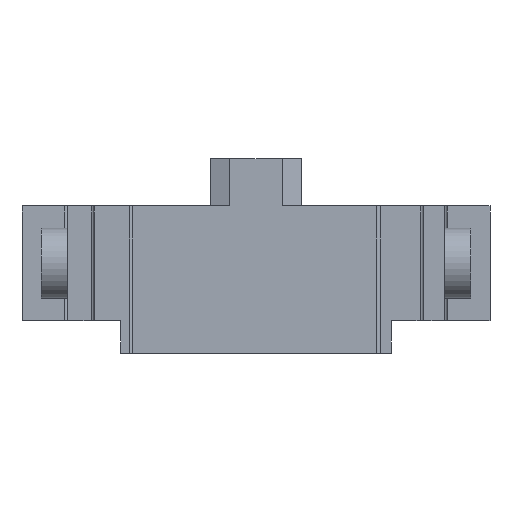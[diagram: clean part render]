
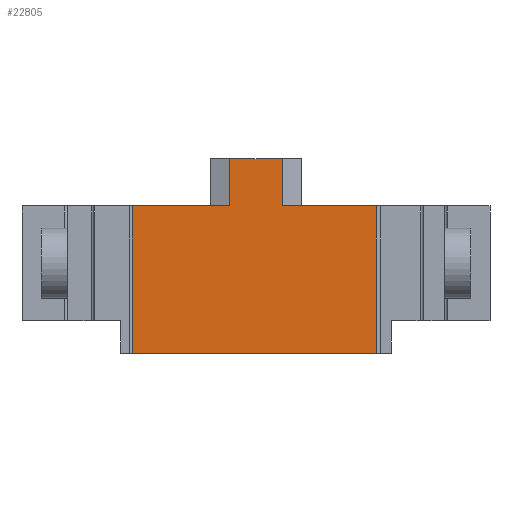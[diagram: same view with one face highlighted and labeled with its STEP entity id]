
A CAD part, front view. The second image highlights one B-rep face of the part: STEP entity #22805.
In plain terms, the highlighted planar face has unit normal (0, -1, 0).
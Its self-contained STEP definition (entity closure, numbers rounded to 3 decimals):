
#3183 = PLANE('',#3184);
#3184 = AXIS2_PLACEMENT_3D('',#3185,#3186,#3187);
#3185 = CARTESIAN_POINT('',(-12.8,39.9,3.4));
#3186 = DIRECTION('',(0.,0.,1.));
#3187 = DIRECTION('',(0.,-1.,0.));
#4292 = PLANE('',#4293);
#4293 = AXIS2_PLACEMENT_3D('',#4294,#4295,#4296);
#4294 = CARTESIAN_POINT('',(0.,-31.95,-6.6));
#4295 = DIRECTION('',(0.,0.,1.));
#4296 = DIRECTION('',(1.,0.,-0.));
#5573 = PLANE('',#5574);
#5574 = AXIS2_PLACEMENT_3D('',#5575,#5576,#5577);
#5575 = CARTESIAN_POINT('',(-12.8,39.9,3.4));
#5576 = DIRECTION('',(0.,0.,1.));
#5577 = DIRECTION('',(0.,-1.,0.));
#13947 = VERTEX_POINT('',#13948);
#13948 = CARTESIAN_POINT('',(1.8,-39.9,3.4));
#13962 = PLANE('',#13963);
#13963 = AXIS2_PLACEMENT_3D('',#13964,#13965,#13966);
#13964 = CARTESIAN_POINT('',(1.8,-40.,6.6));
#13965 = DIRECTION('',(1.,-0.,0.));
#13966 = DIRECTION('',(0.,0.,-1.));
#13974 = EDGE_CURVE('',#13975,#13947,#13977,.T.);
#13975 = VERTEX_POINT('',#13976);
#13976 = CARTESIAN_POINT('',(8.2,-39.9,3.4));
#13977 = SURFACE_CURVE('',#13978,(#13982,#13989),.PCURVE_S1.);
#13978 = LINE('',#13979,#13980);
#13979 = CARTESIAN_POINT('',(12.8,-39.9,3.4));
#13980 = VECTOR('',#13981,1.);
#13981 = DIRECTION('',(-1.,0.,0.));
#13982 = PCURVE('',#3183,#13983);
#13983 = DEFINITIONAL_REPRESENTATION('',(#13984),#13988);
#13984 = LINE('',#13985,#13986);
#13985 = CARTESIAN_POINT('',(79.8,25.6));
#13986 = VECTOR('',#13987,1.);
#13987 = DIRECTION('',(0.,-1.));
#13988 = ( GEOMETRIC_REPRESENTATION_CONTEXT(2) 
PARAMETRIC_REPRESENTATION_CONTEXT() REPRESENTATION_CONTEXT('2D SPACE',''
  ) );
#13989 = PCURVE('',#13990,#13995);
#13990 = PLANE('',#13991);
#13991 = AXIS2_PLACEMENT_3D('',#13992,#13993,#13994);
#13992 = CARTESIAN_POINT('',(8.,-39.9,-6.6));
#13993 = DIRECTION('',(0.,1.,0.));
#13994 = DIRECTION('',(0.,0.,1.));
#13995 = DEFINITIONAL_REPRESENTATION('',(#13996),#14000);
#13996 = LINE('',#13997,#13998);
#13997 = CARTESIAN_POINT('',(10.,4.8));
#13998 = VECTOR('',#13999,1.);
#13999 = DIRECTION('',(0.,-1.));
#14000 = ( GEOMETRIC_REPRESENTATION_CONTEXT(2) 
PARAMETRIC_REPRESENTATION_CONTEXT() REPRESENTATION_CONTEXT('2D SPACE',''
  ) );
#14023 = CYLINDRICAL_SURFACE('',#14024,0.2);
#14024 = AXIS2_PLACEMENT_3D('',#14025,#14026,#14027);
#14025 = CARTESIAN_POINT('',(8.4,-39.9,-6.6));
#14026 = DIRECTION('',(0.,0.,1.));
#14027 = DIRECTION('',(0.,1.,0.));
#14712 = EDGE_CURVE('',#14713,#14715,#14717,.T.);
#14713 = VERTEX_POINT('',#14714);
#14714 = CARTESIAN_POINT('',(-8.4,-39.9,-6.6));
#14715 = VERTEX_POINT('',#14716);
#14716 = CARTESIAN_POINT('',(8.2,-39.9,-6.6));
#14717 = SURFACE_CURVE('',#14718,(#14722,#14729),.PCURVE_S1.);
#14718 = LINE('',#14719,#14720);
#14719 = CARTESIAN_POINT('',(-8.4,-39.9,-6.6));
#14720 = VECTOR('',#14721,1.);
#14721 = DIRECTION('',(1.,0.,0.));
#14722 = PCURVE('',#4292,#14723);
#14723 = DEFINITIONAL_REPRESENTATION('',(#14724),#14728);
#14724 = LINE('',#14725,#14726);
#14725 = CARTESIAN_POINT('',(-8.4,-7.95));
#14726 = VECTOR('',#14727,1.);
#14727 = DIRECTION('',(1.,0.));
#14728 = ( GEOMETRIC_REPRESENTATION_CONTEXT(2) 
PARAMETRIC_REPRESENTATION_CONTEXT() REPRESENTATION_CONTEXT('2D SPACE',''
  ) );
#14729 = PCURVE('',#13990,#14730);
#14730 = DEFINITIONAL_REPRESENTATION('',(#14731),#14735);
#14731 = LINE('',#14732,#14733);
#14732 = CARTESIAN_POINT('',(0.,-16.4));
#14733 = VECTOR('',#14734,1.);
#14734 = DIRECTION('',(0.,1.));
#14735 = ( GEOMETRIC_REPRESENTATION_CONTEXT(2) 
PARAMETRIC_REPRESENTATION_CONTEXT() REPRESENTATION_CONTEXT('2D SPACE',''
  ) );
#14837 = PLANE('',#14838);
#14838 = AXIS2_PLACEMENT_3D('',#14839,#14840,#14841);
#14839 = CARTESIAN_POINT('',(-8.4,-39.1,3.4));
#14840 = DIRECTION('',(-1.,0.,0.));
#14841 = DIRECTION('',(0.,-1.,0.));
#15650 = VERTEX_POINT('',#15651);
#15651 = CARTESIAN_POINT('',(-8.4,-39.9,3.4));
#15672 = EDGE_CURVE('',#15673,#15650,#15675,.T.);
#15673 = VERTEX_POINT('',#15674);
#15674 = CARTESIAN_POINT('',(-1.8,-39.9,3.4));
#15675 = SURFACE_CURVE('',#15676,(#15680,#15687),.PCURVE_S1.);
#15676 = LINE('',#15677,#15678);
#15677 = CARTESIAN_POINT('',(12.8,-39.9,3.4));
#15678 = VECTOR('',#15679,1.);
#15679 = DIRECTION('',(-1.,0.,0.));
#15680 = PCURVE('',#5573,#15681);
#15681 = DEFINITIONAL_REPRESENTATION('',(#15682),#15686);
#15682 = LINE('',#15683,#15684);
#15683 = CARTESIAN_POINT('',(79.8,25.6));
#15684 = VECTOR('',#15685,1.);
#15685 = DIRECTION('',(0.,-1.));
#15686 = ( GEOMETRIC_REPRESENTATION_CONTEXT(2) 
PARAMETRIC_REPRESENTATION_CONTEXT() REPRESENTATION_CONTEXT('2D SPACE',''
  ) );
#15687 = PCURVE('',#13990,#15688);
#15688 = DEFINITIONAL_REPRESENTATION('',(#15689),#15693);
#15689 = LINE('',#15690,#15691);
#15690 = CARTESIAN_POINT('',(10.,4.8));
#15691 = VECTOR('',#15692,1.);
#15692 = DIRECTION('',(0.,-1.));
#15693 = ( GEOMETRIC_REPRESENTATION_CONTEXT(2) 
PARAMETRIC_REPRESENTATION_CONTEXT() REPRESENTATION_CONTEXT('2D SPACE',''
  ) );
#15711 = PLANE('',#15712);
#15712 = AXIS2_PLACEMENT_3D('',#15713,#15714,#15715);
#15713 = CARTESIAN_POINT('',(-1.8,-40.,3.4));
#15714 = DIRECTION('',(-1.,0.,0.));
#15715 = DIRECTION('',(0.,0.,1.));
#21901 = PLANE('',#21902);
#21902 = AXIS2_PLACEMENT_3D('',#21903,#21904,#21905);
#21903 = CARTESIAN_POINT('',(-1.8,-40.,6.6));
#21904 = DIRECTION('',(0.,0.,1.));
#21905 = DIRECTION('',(1.,0.,-0.));
#22783 = EDGE_CURVE('',#14715,#13975,#22784,.T.);
#22784 = SURFACE_CURVE('',#22785,(#22789,#22796),.PCURVE_S1.);
#22785 = LINE('',#22786,#22787);
#22786 = CARTESIAN_POINT('',(8.2,-39.9,-6.6));
#22787 = VECTOR('',#22788,1.);
#22788 = DIRECTION('',(0.,0.,1.));
#22789 = PCURVE('',#14023,#22790);
#22790 = DEFINITIONAL_REPRESENTATION('',(#22791),#22795);
#22791 = LINE('',#22792,#22793);
#22792 = CARTESIAN_POINT('',(7.854,0.));
#22793 = VECTOR('',#22794,1.);
#22794 = DIRECTION('',(0.,1.));
#22795 = ( GEOMETRIC_REPRESENTATION_CONTEXT(2) 
PARAMETRIC_REPRESENTATION_CONTEXT() REPRESENTATION_CONTEXT('2D SPACE',''
  ) );
#22796 = PCURVE('',#13990,#22797);
#22797 = DEFINITIONAL_REPRESENTATION('',(#22798),#22802);
#22798 = LINE('',#22799,#22800);
#22799 = CARTESIAN_POINT('',(0.,0.2));
#22800 = VECTOR('',#22801,1.);
#22801 = DIRECTION('',(1.,0.));
#22802 = ( GEOMETRIC_REPRESENTATION_CONTEXT(2) 
PARAMETRIC_REPRESENTATION_CONTEXT() REPRESENTATION_CONTEXT('2D SPACE',''
  ) );
#22805 = ADVANCED_FACE('',(#22806),#13990,.F.);
#22806 = FACE_BOUND('',#22807,.F.);
#22807 = EDGE_LOOP('',(#22808,#22809,#22830,#22831,#22854,#22877,#22898,
    #22899));
#22808 = ORIENTED_EDGE('',*,*,#14712,.F.);
#22809 = ORIENTED_EDGE('',*,*,#22810,.T.);
#22810 = EDGE_CURVE('',#14713,#15650,#22811,.T.);
#22811 = SURFACE_CURVE('',#22812,(#22816,#22823),.PCURVE_S1.);
#22812 = LINE('',#22813,#22814);
#22813 = CARTESIAN_POINT('',(-8.4,-39.9,-0.5));
#22814 = VECTOR('',#22815,1.);
#22815 = DIRECTION('',(0.,-0.,1.));
#22816 = PCURVE('',#13990,#22817);
#22817 = DEFINITIONAL_REPRESENTATION('',(#22818),#22822);
#22818 = LINE('',#22819,#22820);
#22819 = CARTESIAN_POINT('',(6.1,-16.4));
#22820 = VECTOR('',#22821,1.);
#22821 = DIRECTION('',(1.,0.));
#22822 = ( GEOMETRIC_REPRESENTATION_CONTEXT(2) 
PARAMETRIC_REPRESENTATION_CONTEXT() REPRESENTATION_CONTEXT('2D SPACE',''
  ) );
#22823 = PCURVE('',#14837,#22824);
#22824 = DEFINITIONAL_REPRESENTATION('',(#22825),#22829);
#22825 = LINE('',#22826,#22827);
#22826 = CARTESIAN_POINT('',(0.8,-3.9));
#22827 = VECTOR('',#22828,1.);
#22828 = DIRECTION('',(0.,1.));
#22829 = ( GEOMETRIC_REPRESENTATION_CONTEXT(2) 
PARAMETRIC_REPRESENTATION_CONTEXT() REPRESENTATION_CONTEXT('2D SPACE',''
  ) );
#22830 = ORIENTED_EDGE('',*,*,#15672,.F.);
#22831 = ORIENTED_EDGE('',*,*,#22832,.F.);
#22832 = EDGE_CURVE('',#22833,#15673,#22835,.T.);
#22833 = VERTEX_POINT('',#22834);
#22834 = CARTESIAN_POINT('',(-1.8,-39.9,6.6));
#22835 = SURFACE_CURVE('',#22836,(#22840,#22847),.PCURVE_S1.);
#22836 = LINE('',#22837,#22838);
#22837 = CARTESIAN_POINT('',(-1.8,-39.9,3.4));
#22838 = VECTOR('',#22839,1.);
#22839 = DIRECTION('',(0.,0.,-1.));
#22840 = PCURVE('',#13990,#22841);
#22841 = DEFINITIONAL_REPRESENTATION('',(#22842),#22846);
#22842 = LINE('',#22843,#22844);
#22843 = CARTESIAN_POINT('',(10.,-9.8));
#22844 = VECTOR('',#22845,1.);
#22845 = DIRECTION('',(-1.,0.));
#22846 = ( GEOMETRIC_REPRESENTATION_CONTEXT(2) 
PARAMETRIC_REPRESENTATION_CONTEXT() REPRESENTATION_CONTEXT('2D SPACE',''
  ) );
#22847 = PCURVE('',#15711,#22848);
#22848 = DEFINITIONAL_REPRESENTATION('',(#22849),#22853);
#22849 = LINE('',#22850,#22851);
#22850 = CARTESIAN_POINT('',(0.,0.1));
#22851 = VECTOR('',#22852,1.);
#22852 = DIRECTION('',(-1.,0.));
#22853 = ( GEOMETRIC_REPRESENTATION_CONTEXT(2) 
PARAMETRIC_REPRESENTATION_CONTEXT() REPRESENTATION_CONTEXT('2D SPACE',''
  ) );
#22854 = ORIENTED_EDGE('',*,*,#22855,.F.);
#22855 = EDGE_CURVE('',#22856,#22833,#22858,.T.);
#22856 = VERTEX_POINT('',#22857);
#22857 = CARTESIAN_POINT('',(1.8,-39.9,6.6));
#22858 = SURFACE_CURVE('',#22859,(#22863,#22870),.PCURVE_S1.);
#22859 = LINE('',#22860,#22861);
#22860 = CARTESIAN_POINT('',(3.1,-39.9,6.6));
#22861 = VECTOR('',#22862,1.);
#22862 = DIRECTION('',(-1.,0.,0.));
#22863 = PCURVE('',#13990,#22864);
#22864 = DEFINITIONAL_REPRESENTATION('',(#22865),#22869);
#22865 = LINE('',#22866,#22867);
#22866 = CARTESIAN_POINT('',(13.2,-4.9));
#22867 = VECTOR('',#22868,1.);
#22868 = DIRECTION('',(0.,-1.));
#22869 = ( GEOMETRIC_REPRESENTATION_CONTEXT(2) 
PARAMETRIC_REPRESENTATION_CONTEXT() REPRESENTATION_CONTEXT('2D SPACE',''
  ) );
#22870 = PCURVE('',#21901,#22871);
#22871 = DEFINITIONAL_REPRESENTATION('',(#22872),#22876);
#22872 = LINE('',#22873,#22874);
#22873 = CARTESIAN_POINT('',(4.9,0.1));
#22874 = VECTOR('',#22875,1.);
#22875 = DIRECTION('',(-1.,0.));
#22876 = ( GEOMETRIC_REPRESENTATION_CONTEXT(2) 
PARAMETRIC_REPRESENTATION_CONTEXT() REPRESENTATION_CONTEXT('2D SPACE',''
  ) );
#22877 = ORIENTED_EDGE('',*,*,#22878,.F.);
#22878 = EDGE_CURVE('',#13947,#22856,#22879,.T.);
#22879 = SURFACE_CURVE('',#22880,(#22884,#22891),.PCURVE_S1.);
#22880 = LINE('',#22881,#22882);
#22881 = CARTESIAN_POINT('',(1.8,-39.9,5.));
#22882 = VECTOR('',#22883,1.);
#22883 = DIRECTION('',(-0.,0.,1.));
#22884 = PCURVE('',#13990,#22885);
#22885 = DEFINITIONAL_REPRESENTATION('',(#22886),#22890);
#22886 = LINE('',#22887,#22888);
#22887 = CARTESIAN_POINT('',(11.6,-6.2));
#22888 = VECTOR('',#22889,1.);
#22889 = DIRECTION('',(1.,0.));
#22890 = ( GEOMETRIC_REPRESENTATION_CONTEXT(2) 
PARAMETRIC_REPRESENTATION_CONTEXT() REPRESENTATION_CONTEXT('2D SPACE',''
  ) );
#22891 = PCURVE('',#13962,#22892);
#22892 = DEFINITIONAL_REPRESENTATION('',(#22893),#22897);
#22893 = LINE('',#22894,#22895);
#22894 = CARTESIAN_POINT('',(1.6,0.1));
#22895 = VECTOR('',#22896,1.);
#22896 = DIRECTION('',(-1.,0.));
#22897 = ( GEOMETRIC_REPRESENTATION_CONTEXT(2) 
PARAMETRIC_REPRESENTATION_CONTEXT() REPRESENTATION_CONTEXT('2D SPACE',''
  ) );
#22898 = ORIENTED_EDGE('',*,*,#13974,.F.);
#22899 = ORIENTED_EDGE('',*,*,#22783,.F.);
